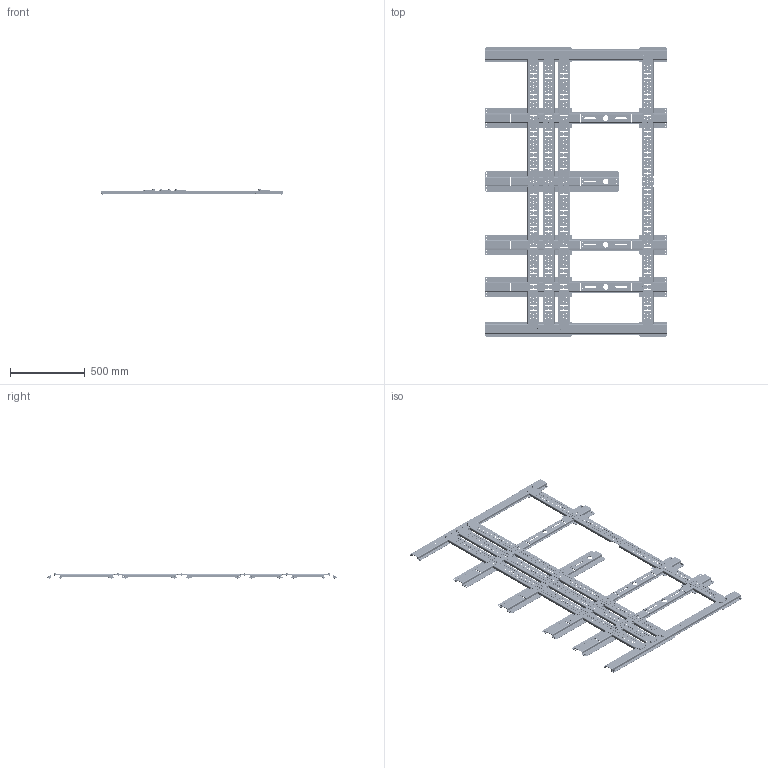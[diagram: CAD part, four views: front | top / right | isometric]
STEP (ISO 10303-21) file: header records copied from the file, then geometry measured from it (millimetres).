
FILE_DESCRIPTION(/* description */ (''),/* implementation_level */ '2;1');
FILE_NAME(/* name */ 'OFF_50W_step_31034703007a048_asm.stp_x_t.stp',/* time_stamp */ '2024-02-29T13:15:13+06:00',/* author */ (''),/* organization */ (''),/* preprocessor_version */ 'ST-DEVELOPER v16.7',/* originating_system */ 'SIEMENS PLM Software NX 12.0',/* authorisation */ '');
FILE_SCHEMA (('AUTOMOTIVE_DESIGN { 1 0 10303 214 3 1 1 1 }'));
Products named in the file (1): 40902F187C78lxkc
Bounding box: 1216.91 x 1927.66 x 36.96 mm (x, y, z)
Volume: 4100639.7 mm3; surface area: 3406474.8 mm2
Topology: 1 solids, 32 shells, 4713 faces, 12961 edges, 8379 vertices
Faces by surface type: plane 2733, cylinder 1768, cone 159, torus 53
Full cylindrical faces by diameter (mm): 5.613 x811, 6.477 x84, 6.756 x48, 13.208 x53
Entity records: 147430 total; most frequent: CARTESIAN_POINT 26134, DIRECTION 24798, ORIENTED_EDGE 23286, EDGE_CURVE 11643, AXIS2_PLACEMENT_3D 8699, VERTEX_POINT 8155, EDGE_LOOP 8074, LINE 7400
